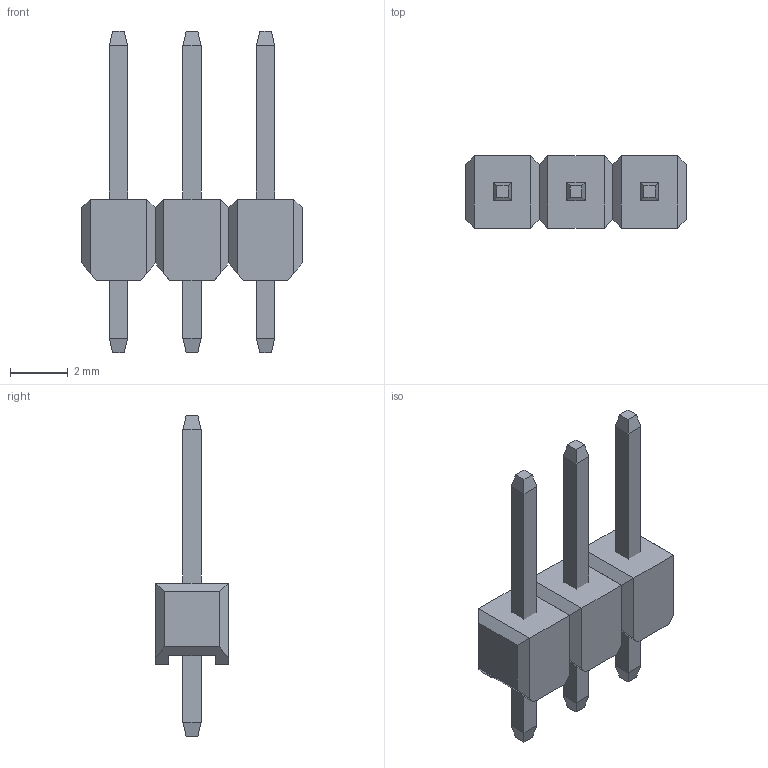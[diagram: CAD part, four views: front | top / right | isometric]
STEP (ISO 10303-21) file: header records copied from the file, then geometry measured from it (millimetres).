
FILE_DESCRIPTION(('FreeCAD Model'),'2;1');
FILE_NAME('PLS-3 green.step','2020-05-22T09:50:38',( 'Author'),(''),'Open CASCADE STEP processor 7.3','FreeCAD','Unknown' );
FILE_SCHEMA(('AUTOMOTIVE_DESIGN { 1 0 10303 214 1 1 1 1 }'));
Length unit declared in the file: millimetre
Products named in the file (2): Export_plastic_body; Export_pin
Bounding box: 7.62 x 2.5 x 11.1 mm (x, y, z)
Volume: 59.5 mm3; surface area: 193.4 mm2
Topology: 6 solids, 6 shells, 105 faces, 240 edges, 147 vertices
Faces by surface type: plane 81, bspline 24
Entity records: 5982 total; most frequent: CARTESIAN_POINT 1093, DIRECTION 836, LINE 672, VECTOR 672, ORIENTED_EDGE 480, PCURVE 480, DEFINITIONAL_REPRESENTATION 480, EDGE_CURVE 240
